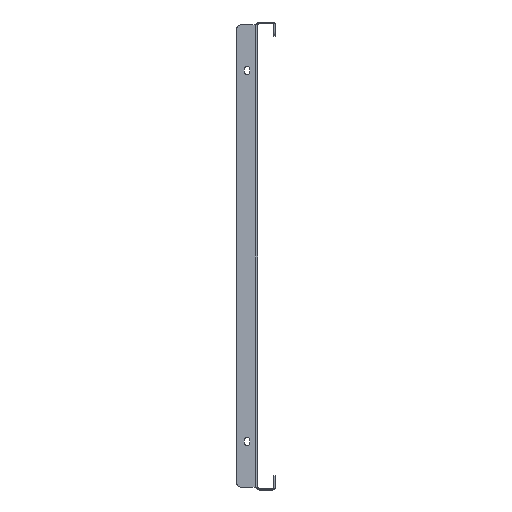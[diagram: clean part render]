
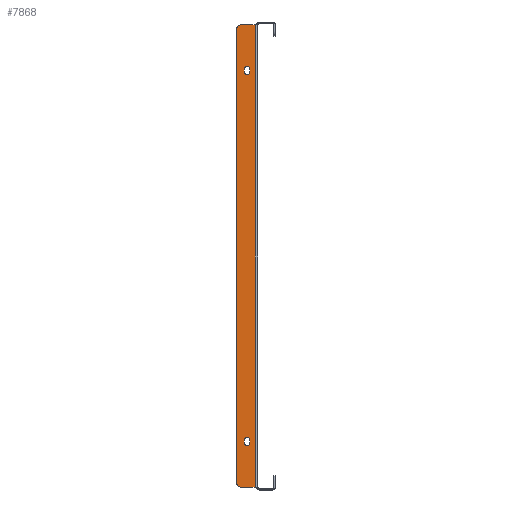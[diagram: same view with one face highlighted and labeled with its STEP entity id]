
A CAD part, left-side view. The second image highlights one B-rep face of the part: STEP entity #7868.
In plain terms, the highlighted planar face has unit normal (-1, 0, 0).
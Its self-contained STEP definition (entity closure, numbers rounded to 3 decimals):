
#462 = EDGE_CURVE ( 'NONE', #7806, #6667, #8383, .T. ) ;
#466 = DIRECTION ( 'NONE',  ( -1., 0., 0. ) ) ;
#476 = CARTESIAN_POINT ( 'NONE',  ( -196., 12.75, 198.75 ) ) ;
#506 = ORIENTED_EDGE ( 'NONE', *, *, #10943, .F. ) ;
#600 = VECTOR ( 'NONE', #3559, 1000. ) ;
#667 = VECTOR ( 'NONE', #4330, 1000. ) ;
#862 = AXIS2_PLACEMENT_3D ( 'NONE', #11492, #466, #12555 ) ;
#963 = VECTOR ( 'NONE', #4597, 1000. ) ;
#1020 = ORIENTED_EDGE ( 'NONE', *, *, #10708, .F. ) ;
#1187 = CARTESIAN_POINT ( 'NONE',  ( -196., 7.25, -195.25 ) ) ;
#1191 = DIRECTION ( 'NONE',  ( 0., 0., -1. ) ) ;
#1425 = LINE ( 'NONE', #5468, #963 ) ;
#1563 = VERTEX_POINT ( 'NONE', #2750 ) ;
#1641 = VERTEX_POINT ( 'NONE', #7049 ) ;
#1658 = DIRECTION ( 'NONE',  ( 0., -1., 0. ) ) ;
#2045 = VERTEX_POINT ( 'NONE', #1187 ) ;
#2134 = CIRCLE ( 'NONE', #862, 2.75 ) ;
#2221 = ORIENTED_EDGE ( 'NONE', *, *, #7112, .F. ) ;
#2435 = VECTOR ( 'NONE', #1191, 1000. ) ;
#2436 = LINE ( 'NONE', #5420, #600 ) ;
#2675 = CARTESIAN_POINT ( 'NONE',  ( -196., 16., -240.5 ) ) ;
#2680 = AXIS2_PLACEMENT_3D ( 'NONE', #9594, #9724, #1658 ) ;
#2750 = CARTESIAN_POINT ( 'NONE',  ( -196., 7.25, 195.25 ) ) ;
#2913 = AXIS2_PLACEMENT_3D ( 'NONE', #4324, #3334, #6123 ) ;
#2992 = CARTESIAN_POINT ( 'NONE',  ( -196., 21., 245.5 ) ) ;
#3137 = DIRECTION ( 'NONE',  ( 0., -1., 0. ) ) ;
#3164 = EDGE_CURVE ( 'NONE', #10435, #8233, #5278, .T. ) ;
#3204 = LINE ( 'NONE', #7241, #5779 ) ;
#3219 = VERTEX_POINT ( 'NONE', #4857 ) ;
#3252 = CARTESIAN_POINT ( 'NONE',  ( -196., 7.25, -198.75 ) ) ;
#3267 = FACE_BOUND ( 'NONE', #12547, .T. ) ;
#3330 = CIRCLE ( 'NONE', #5032, 5. ) ;
#3334 = DIRECTION ( 'NONE',  ( -1., 0., 0. ) ) ;
#3335 = DIRECTION ( 'NONE',  ( -1., 0., 0. ) ) ;
#3559 = DIRECTION ( 'NONE',  ( 0., -1., 0. ) ) ;
#3911 = EDGE_CURVE ( 'NONE', #8543, #1563, #2134, .T. ) ;
#3977 = CARTESIAN_POINT ( 'NONE',  ( -196., 12.75, 195.25 ) ) ;
#4141 = EDGE_CURVE ( 'NONE', #1563, #7806, #7120, .T. ) ;
#4167 = ORIENTED_EDGE ( 'NONE', *, *, #4208, .F. ) ;
#4208 = EDGE_CURVE ( 'NONE', #6147, #2045, #5140, .T. ) ;
#4267 = CARTESIAN_POINT ( 'NONE',  ( -196., 7.25, -195.25 ) ) ;
#4324 = CARTESIAN_POINT ( 'NONE',  ( -196., 10., -195.25 ) ) ;
#4326 = DIRECTION ( 'NONE',  ( -1., 0., 0. ) ) ;
#4330 = DIRECTION ( 'NONE',  ( 0., 0., 1. ) ) ;
#4597 = DIRECTION ( 'NONE',  ( 0., 0., -1. ) ) ;
#4857 = CARTESIAN_POINT ( 'NONE',  ( -196., 12.75, -198.75 ) ) ;
#4890 = EDGE_CURVE ( 'NONE', #10435, #9973, #12241, .T. ) ;
#4996 = CIRCLE ( 'NONE', #12382, 2.75 ) ;
#5032 = AXIS2_PLACEMENT_3D ( 'NONE', #5561, #9578, #7534 ) ;
#5140 = LINE ( 'NONE', #4267, #667 ) ;
#5168 = CARTESIAN_POINT ( 'NONE',  ( -196., 21., 240.5 ) ) ;
#5196 = CARTESIAN_POINT ( 'NONE',  ( -196., 0., 0. ) ) ;
#5254 = DIRECTION ( 'NONE',  ( 0., 0., 1. ) ) ;
#5278 = CIRCLE ( 'NONE', #12675, 5. ) ;
#5407 = ORIENTED_EDGE ( 'NONE', *, *, #5792, .T. ) ;
#5420 = CARTESIAN_POINT ( 'NONE',  ( -196., 0., 245.5 ) ) ;
#5468 = CARTESIAN_POINT ( 'NONE',  ( -196., 12.75, 195.25 ) ) ;
#5561 = CARTESIAN_POINT ( 'NONE',  ( -196., 16., 240.5 ) ) ;
#5779 = VECTOR ( 'NONE', #5254, 1000. ) ;
#5781 = ORIENTED_EDGE ( 'NONE', *, *, #4890, .F. ) ;
#5792 = EDGE_CURVE ( 'NONE', #1641, #8819, #3204, .T. ) ;
#6123 = DIRECTION ( 'NONE',  ( 0., 1., 0. ) ) ;
#6125 = FACE_OUTER_BOUND ( 'NONE', #11364, .T. ) ;
#6147 = VERTEX_POINT ( 'NONE', #3252 ) ;
#6187 = CARTESIAN_POINT ( 'NONE',  ( -196., 16., 245.5 ) ) ;
#6198 = ORIENTED_EDGE ( 'NONE', *, *, #10567, .F. ) ;
#6397 = DIRECTION ( 'NONE',  ( 0., 0., 1. ) ) ;
#6667 = VERTEX_POINT ( 'NONE', #476 ) ;
#6736 = LINE ( 'NONE', #10769, #8421 ) ;
#6928 = DIRECTION ( 'NONE',  ( 0., 1., 0. ) ) ;
#7049 = CARTESIAN_POINT ( 'NONE',  ( -196., 1.5, -245.5 ) ) ;
#7112 = EDGE_CURVE ( 'NONE', #12335, #3219, #11245, .T. ) ;
#7120 = LINE ( 'NONE', #8304, #10809 ) ;
#7241 = CARTESIAN_POINT ( 'NONE',  ( -196., 1.5, 0. ) ) ;
#7529 = CARTESIAN_POINT ( 'NONE',  ( -196., 1.5, 245.5 ) ) ;
#7534 = DIRECTION ( 'NONE',  ( 0., -1., 0. ) ) ;
#7691 = ORIENTED_EDGE ( 'NONE', *, *, #4141, .F. ) ;
#7806 = VERTEX_POINT ( 'NONE', #8047 ) ;
#7836 = CARTESIAN_POINT ( 'NONE',  ( -196., 16., -245.5 ) ) ;
#7868 = ADVANCED_FACE ( 'NONE', ( #10419, #3267, #6125 ), #8437, .T. ) ;
#7912 = EDGE_CURVE ( 'NONE', #3219, #6147, #4996, .T. ) ;
#7967 = DIRECTION ( 'NONE',  ( -1., 0., 0. ) ) ;
#8047 = CARTESIAN_POINT ( 'NONE',  ( -196., 7.25, 198.75 ) ) ;
#8057 = CARTESIAN_POINT ( 'NONE',  ( -196., 12.75, -195.25 ) ) ;
#8121 = EDGE_CURVE ( 'NONE', #6667, #8543, #1425, .T. ) ;
#8233 = VERTEX_POINT ( 'NONE', #7836 ) ;
#8304 = CARTESIAN_POINT ( 'NONE',  ( -196., 7.25, 195.25 ) ) ;
#8368 = DIRECTION ( 'NONE',  ( 0., 1., 0. ) ) ;
#8383 = CIRCLE ( 'NONE', #2680, 2.75 ) ;
#8421 = VECTOR ( 'NONE', #6928, 1000. ) ;
#8437 = PLANE ( 'NONE',  #10263 ) ;
#8543 = VERTEX_POINT ( 'NONE', #3977 ) ;
#8676 = ORIENTED_EDGE ( 'NONE', *, *, #3911, .F. ) ;
#8819 = VERTEX_POINT ( 'NONE', #7529 ) ;
#9132 = ORIENTED_EDGE ( 'NONE', *, *, #7912, .F. ) ;
#9255 = CARTESIAN_POINT ( 'NONE',  ( -196., 12.75, -195.25 ) ) ;
#9367 = ORIENTED_EDGE ( 'NONE', *, *, #462, .F. ) ;
#9578 = DIRECTION ( 'NONE',  ( -1., 0., 0. ) ) ;
#9594 = CARTESIAN_POINT ( 'NONE',  ( -196., 10., 198.75 ) ) ;
#9699 = ORIENTED_EDGE ( 'NONE', *, *, #8121, .F. ) ;
#9724 = DIRECTION ( 'NONE',  ( -1., 0., 0. ) ) ;
#9827 = EDGE_LOOP ( 'NONE', ( #8676, #9699, #9367, #7691 ) ) ;
#9973 = VERTEX_POINT ( 'NONE', #5168 ) ;
#10009 = DIRECTION ( 'NONE',  ( 0., -1., 0. ) ) ;
#10263 = AXIS2_PLACEMENT_3D ( 'NONE', #5196, #3335, #3137 ) ;
#10397 = VECTOR ( 'NONE', #11309, 1000. ) ;
#10419 = FACE_BOUND ( 'NONE', #9827, .T. ) ;
#10435 = VERTEX_POINT ( 'NONE', #10508 ) ;
#10508 = CARTESIAN_POINT ( 'NONE',  ( -196., 21., -240.5 ) ) ;
#10567 = EDGE_CURVE ( 'NONE', #2045, #12335, #12205, .T. ) ;
#10664 = VERTEX_POINT ( 'NONE', #6187 ) ;
#10708 = EDGE_CURVE ( 'NONE', #10664, #8819, #2436, .T. ) ;
#10759 = EDGE_CURVE ( 'NONE', #10664, #9973, #3330, .T. ) ;
#10769 = CARTESIAN_POINT ( 'NONE',  ( -196., 21., -245.5 ) ) ;
#10809 = VECTOR ( 'NONE', #6397, 1000. ) ;
#10943 = EDGE_CURVE ( 'NONE', #1641, #8233, #6736, .T. ) ;
#11212 = CARTESIAN_POINT ( 'NONE',  ( -196., 10., -198.75 ) ) ;
#11245 = LINE ( 'NONE', #9255, #2435 ) ;
#11309 = DIRECTION ( 'NONE',  ( 0., 0., 1. ) ) ;
#11343 = ORIENTED_EDGE ( 'NONE', *, *, #10759, .T. ) ;
#11364 = EDGE_LOOP ( 'NONE', ( #1020, #11343, #5781, #12637, #506, #5407 ) ) ;
#11492 = CARTESIAN_POINT ( 'NONE',  ( -196., 10., 195.25 ) ) ;
#12205 = CIRCLE ( 'NONE', #2913, 2.75 ) ;
#12241 = LINE ( 'NONE', #2992, #10397 ) ;
#12335 = VERTEX_POINT ( 'NONE', #8057 ) ;
#12382 = AXIS2_PLACEMENT_3D ( 'NONE', #11212, #4326, #8368 ) ;
#12547 = EDGE_LOOP ( 'NONE', ( #6198, #4167, #9132, #2221 ) ) ;
#12555 = DIRECTION ( 'NONE',  ( 0., -1., 0. ) ) ;
#12637 = ORIENTED_EDGE ( 'NONE', *, *, #3164, .T. ) ;
#12675 = AXIS2_PLACEMENT_3D ( 'NONE', #2675, #7967, #10009 ) ;
